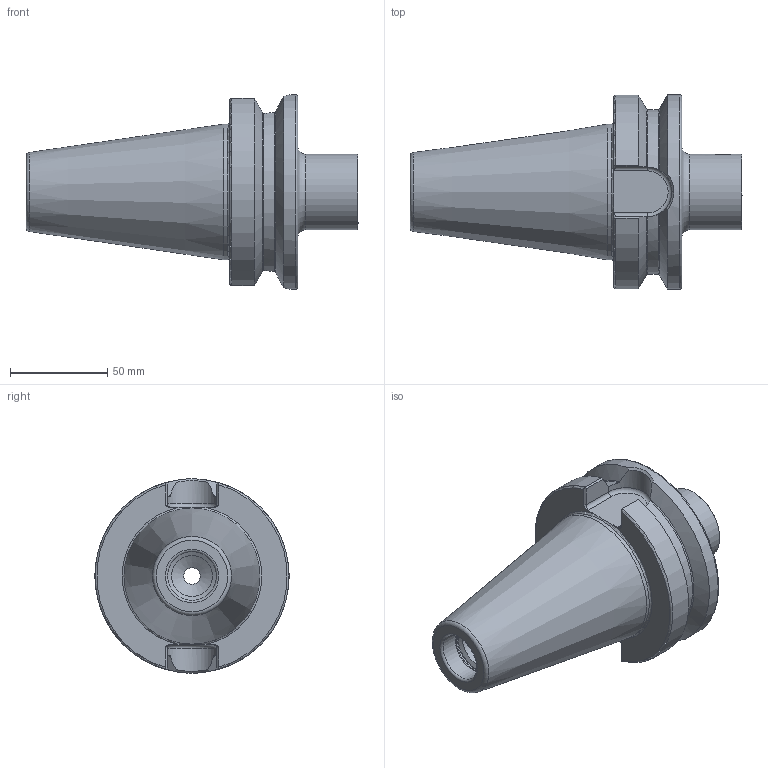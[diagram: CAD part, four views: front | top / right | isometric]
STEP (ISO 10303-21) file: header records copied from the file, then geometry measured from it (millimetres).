
FILE_DESCRIPTION (( 'STEP AP214' ), '1' );
FILE_NAME ('BT5.ST4.K01.069.STEP', '2019-08-22T14:02:05', ( '' ), ( '' ), 'SwSTEP 2.0', 'SolidWorks 2017', '' );
FILE_SCHEMA (( 'AUTOMOTIVE_DESIGN' ));
Length unit declared in the file: millimetre
Products named in the file (3): BT5.ST4.K01.069; BT5-ST4.K01.069_A; ST4-ER1.001.011_A
Assembly tree (2 placements, depth 2):
  BT5.ST4.K01.069
    BT5-ST4.K01.069_A
    ST4-ER1.001.011_A
Bounding box: 170.8 x 100 x 100 mm (x, y, z)
Volume: 492989.8 mm3; surface area: 56607.7 mm2
Topology: 2 solids, 2 shells, 109 faces, 277 edges, 172 vertices
Faces by surface type: plane 42, cylinder 28, torus 19, cone 16, bspline 4
Full cylindrical faces by diameter (mm): 4 x1, 7.25 x1, 8 x1, 8.5 x1, 21 x1, 22 x1, 23 x1, 25 x1, 25.45 x1, 39 x1, 69.85 x1, 100 x1
Entity records: 3853 total; most frequent: CARTESIAN_POINT 1420, ORIENTED_EDGE 460, DIRECTION 448, EDGE_CURVE 230, AXIS2_PLACEMENT_3D 184, VERTEX_POINT 160, EDGE_LOOP 148, FACE_OUTER_BOUND 130
